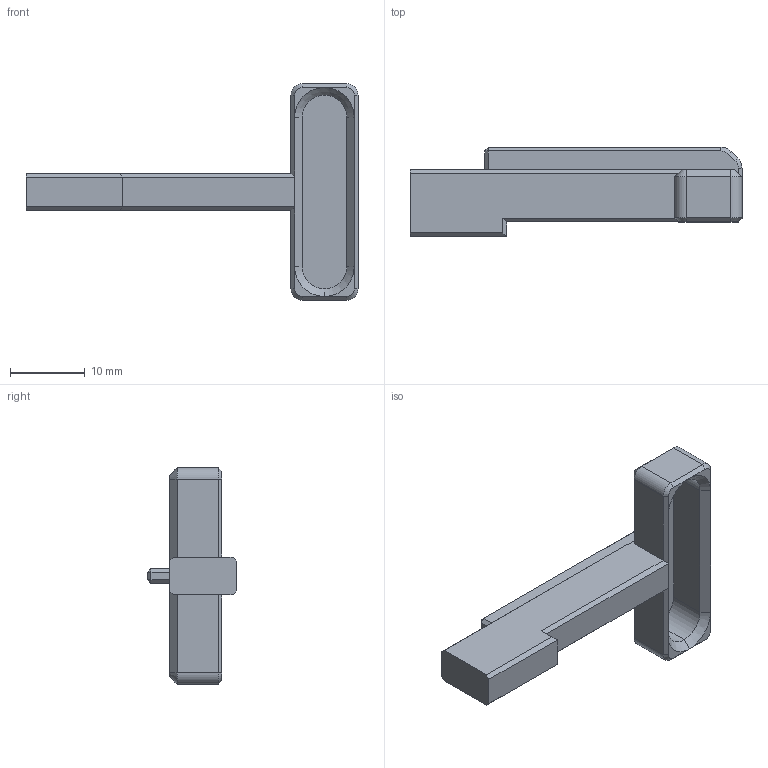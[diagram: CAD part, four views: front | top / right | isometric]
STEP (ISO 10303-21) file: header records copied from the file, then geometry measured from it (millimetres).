
FILE_DESCRIPTION (( 'STEP AP214' ), '1' );
FILE_NAME ('Pusher_Vort_V1.STEP', '2023-08-24T03:14:36', ( '' ), ( '' ), 'SwSTEP 2.0', 'SolidWorks 2023', '' );
FILE_SCHEMA (( 'AUTOMOTIVE_DESIGN' ));
Length unit declared in the file: millimetre
Products named in the file (1): Pusher_Vort_V1
Bounding box: 44.5 x 12 x 29 mm (x, y, z)
Volume: 2398.7 mm3; surface area: 2361.8 mm2
Topology: 1 solids, 1 shells, 80 faces, 184 edges, 106 vertices
Faces by surface type: plane 56, cone 15, cylinder 9
Entity records: 2205 total; most frequent: DIRECTION 380, CARTESIAN_POINT 371, ORIENTED_EDGE 368, EDGE_CURVE 184, VECTOR 150, LINE 150, AXIS2_PLACEMENT_3D 115, VERTEX_POINT 106
